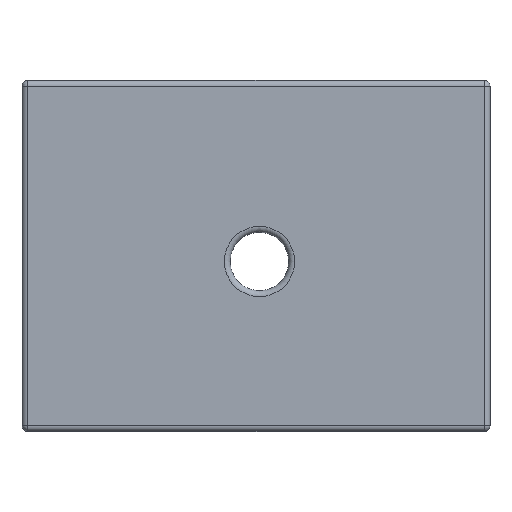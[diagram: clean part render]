
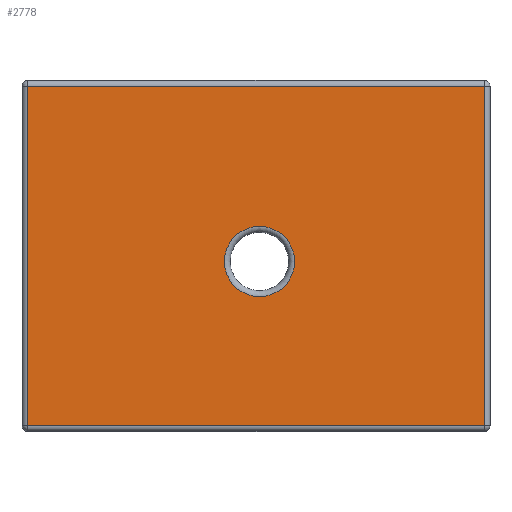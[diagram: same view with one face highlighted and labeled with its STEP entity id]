
A CAD part, top view. The second image highlights one B-rep face of the part: STEP entity #2778.
In plain terms, the highlighted planar face has unit normal (0, 0, 1).
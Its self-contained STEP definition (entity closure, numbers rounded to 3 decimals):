
#2475 = VERTEX_POINT('',#2476);
#2476 = CARTESIAN_POINT('',(1.,1.,5.));
#2483 = EDGE_CURVE('',#2475,#2484,#2486,.T.);
#2484 = VERTEX_POINT('',#2485);
#2485 = CARTESIAN_POINT('',(79.,1.,5.));
#2486 = LINE('',#2487,#2488);
#2487 = CARTESIAN_POINT('',(0.,1.,5.));
#2488 = VECTOR('',#2489,1.);
#2489 = DIRECTION('',(1.,0.,0.));
#2778 = ADVANCED_FACE('',(#2779,#2804),#2815,.T.);
#2779 = FACE_BOUND('',#2780,.T.);
#2780 = EDGE_LOOP('',(#2781,#2782,#2790,#2798));
#2781 = ORIENTED_EDGE('',*,*,#2483,.T.);
#2782 = ORIENTED_EDGE('',*,*,#2783,.T.);
#2783 = EDGE_CURVE('',#2484,#2784,#2786,.T.);
#2784 = VERTEX_POINT('',#2785);
#2785 = CARTESIAN_POINT('',(79.,59.,5.));
#2786 = LINE('',#2787,#2788);
#2787 = CARTESIAN_POINT('',(79.,0.,5.));
#2788 = VECTOR('',#2789,1.);
#2789 = DIRECTION('',(0.,1.,0.));
#2790 = ORIENTED_EDGE('',*,*,#2791,.T.);
#2791 = EDGE_CURVE('',#2784,#2792,#2794,.T.);
#2792 = VERTEX_POINT('',#2793);
#2793 = CARTESIAN_POINT('',(1.,59.,5.));
#2794 = LINE('',#2795,#2796);
#2795 = CARTESIAN_POINT('',(80.,59.,5.));
#2796 = VECTOR('',#2797,1.);
#2797 = DIRECTION('',(-1.,0.,0.));
#2798 = ORIENTED_EDGE('',*,*,#2799,.T.);
#2799 = EDGE_CURVE('',#2792,#2475,#2800,.T.);
#2800 = LINE('',#2801,#2802);
#2801 = CARTESIAN_POINT('',(1.,60.,5.));
#2802 = VECTOR('',#2803,1.);
#2803 = DIRECTION('',(0.,-1.,0.));
#2804 = FACE_BOUND('',#2805,.T.);
#2805 = EDGE_LOOP('',(#2806));
#2806 = ORIENTED_EDGE('',*,*,#2807,.F.);
#2807 = EDGE_CURVE('',#2808,#2808,#2810,.T.);
#2808 = VERTEX_POINT('',#2809);
#2809 = CARTESIAN_POINT('',(46.592,29.055,5.));
#2810 = CIRCLE('',#2811,6.);
#2811 = AXIS2_PLACEMENT_3D('',#2812,#2813,#2814);
#2812 = CARTESIAN_POINT('',(40.592,29.055,5.));
#2813 = DIRECTION('',(0.,0.,1.));
#2814 = DIRECTION('',(1.,0.,-0.));
#2815 = PLANE('',#2816);
#2816 = AXIS2_PLACEMENT_3D('',#2817,#2818,#2819);
#2817 = CARTESIAN_POINT('',(40.,30.,5.));
#2818 = DIRECTION('',(0.,0.,1.));
#2819 = DIRECTION('',(1.,0.,0.));
